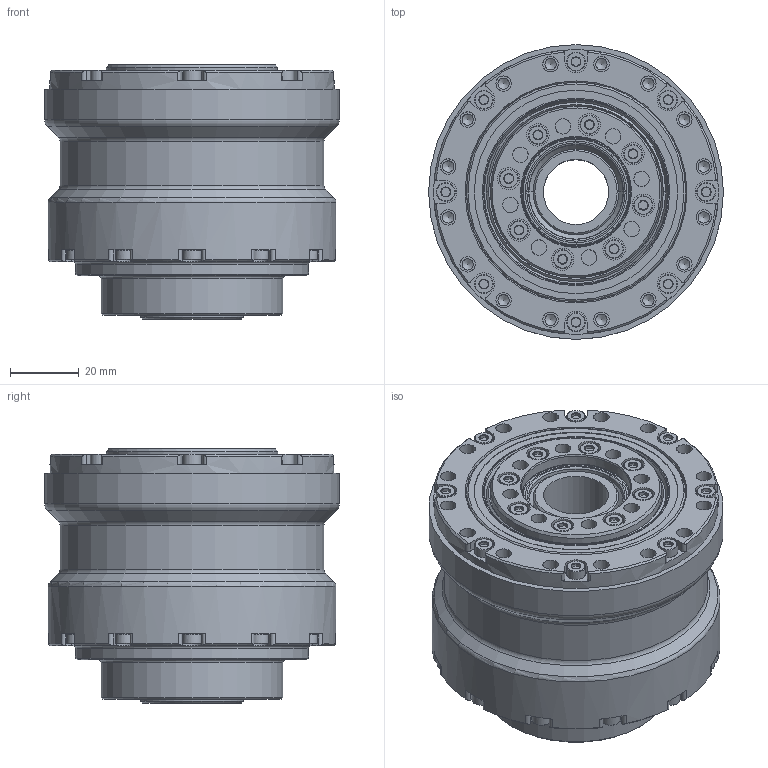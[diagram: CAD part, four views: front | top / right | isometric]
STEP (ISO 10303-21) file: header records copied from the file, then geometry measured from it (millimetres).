
FILE_DESCRIPTION (( 'STEP AP214' ), '1' );
FILE_NAME ('P-000011.STEP', '2024-04-01T21:52:49', ( '' ), ( '' ), 'SwSTEP 2.0', 'SolidWorks 2022', '' );
FILE_SCHEMA (( 'AUTOMOTIVE_DESIGN' ));
Length unit declared in the file: millimetre
Products named in the file (1): P-000011
Bounding box: 86 x 86 x 74.1 mm (x, y, z)
Volume: 304351 mm3; surface area: 63153.1 mm2
Topology: 4 solids, 38 shells, 1212 faces, 2685 edges, 1645 vertices
Faces by surface type: plane 497, cone 365, cylinder 311, torus 39
Full cylindrical faces by diameter (mm): 2.5 x36, 3 x31, 3.3 x16, 3.4 x28, 4.5 x24, 5.5 x28, 6.5 x8, 19 x1, 25 x1, 26 x1, 30 x1, 32 x2, 40 x1, 45.5 x1, 50 x1, 53 x1, 54.667 x1, 59.333 x1, 61.5 x1, 64 x2, 68 x1, 69.5 x1, 71.643 x1, 77 x1, 83 x2, 84 x1, 86 x1
Entity records: 44556 total; most frequent: CARTESIAN_POINT 6418, DIRECTION 5478, ORIENTED_EDGE 4356, AXIS2_PLACEMENT_3D 2298, EDGE_CURVE 2178, EDGE_LOOP 1758, VERTEX_POINT 1472, FACE_OUTER_BOUND 1415
